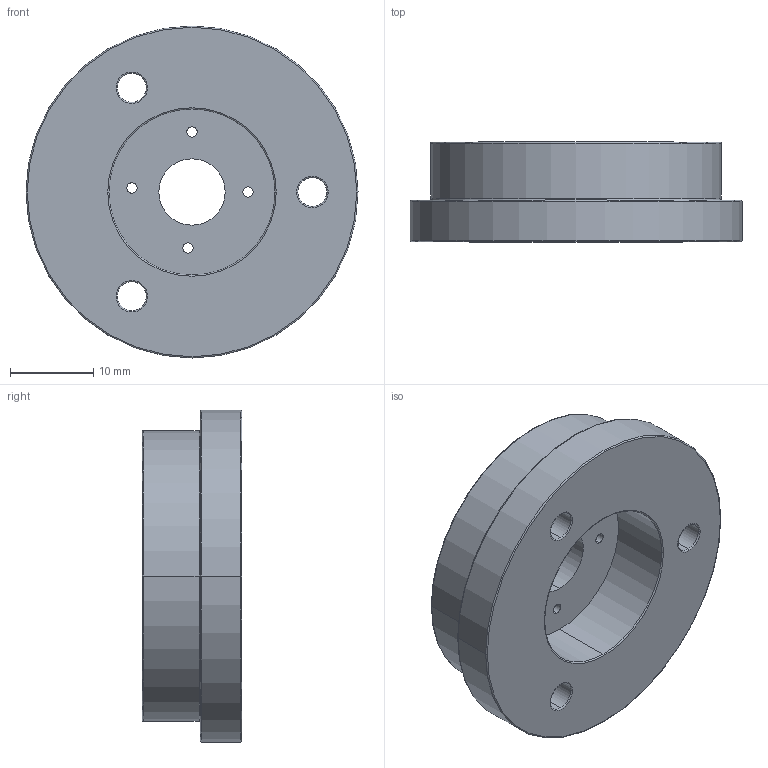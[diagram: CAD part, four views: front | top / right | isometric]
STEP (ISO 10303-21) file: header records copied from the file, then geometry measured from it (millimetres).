
FILE_DESCRIPTION (( 'STEP AP203' ), '1' );
FILE_NAME ('Part3-m1_Default_sldprt.STEP', '2018-07-08T08:09:19', ( '' ), ( '' ), 'SwSTEP 2.0', 'SolidWorks 2014', '' );
FILE_SCHEMA (( 'CONFIG_CONTROL_DESIGN' ));
Length unit declared in the file: millimetre
Products named in the file (1): Part3-m1_Default_sldprt
Bounding box: 40 x 12 x 40 mm (x, y, z)
Volume: 10065.1 mm3; surface area: 4752.9 mm2
Topology: 1 solids, 1 shells, 58 faces, 154 edges, 100 vertices
Faces by surface type: torus 32, cylinder 22, plane 4
Entity records: 1995 total; most frequent: DIRECTION 404, CARTESIAN_POINT 313, ORIENTED_EDGE 308, AXIS2_PLACEMENT_3D 191, EDGE_CURVE 154, CIRCLE 132, VERTEX_POINT 100, EDGE_LOOP 76
